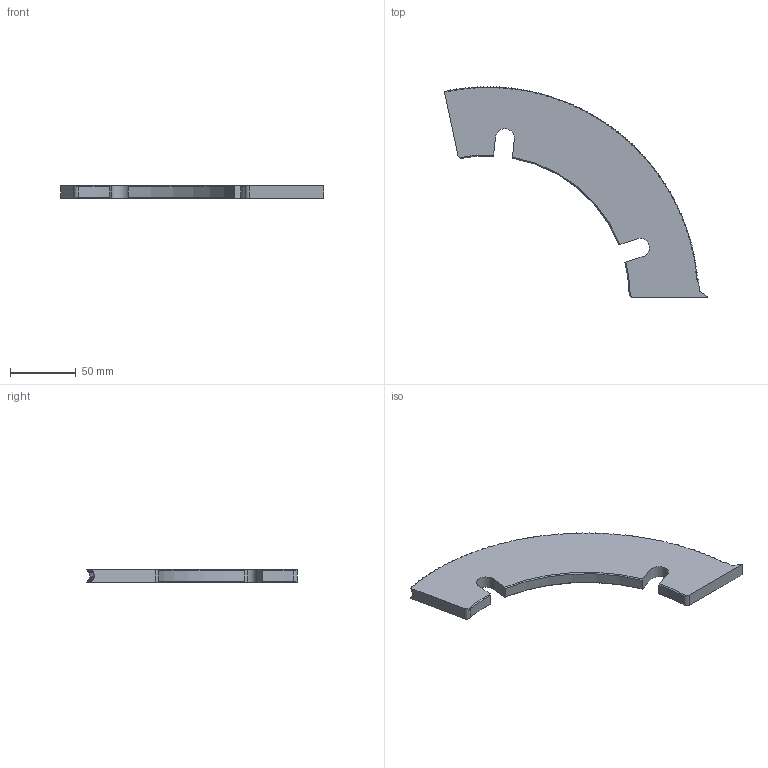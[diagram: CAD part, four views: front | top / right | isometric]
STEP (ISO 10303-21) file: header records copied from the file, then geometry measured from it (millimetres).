
FILE_DESCRIPTION (( 'STEP AP203' ), '1' );
FILE_NAME ('M35522-S.STEP', '2022-04-22T20:57:15', ( '' ), ( '' ), 'SwSTEP 2.0', 'SolidWorks 2020', '' );
FILE_SCHEMA (( 'CONFIG_CONTROL_DESIGN' ));
Length unit declared in the file: inch
Products named in the file (1): M35522-S
Bounding box: 199.63 x 159.75 x 9.49 mm (x, y, z)
Volume: 108520.2 mm3; surface area: 29957.7 mm2
Topology: 1 solids, 1 shells, 146 faces, 432 edges, 288 vertices
Faces by surface type: sphere 118, cylinder 10, plane 10, cone 6, torus 2
Entity records: 6972 total; most frequent: CARTESIAN_POINT 2981, ORIENTED_EDGE 864, DIRECTION 861, EDGE_CURVE 432, AXIS2_PLACEMENT_3D 414, VERTEX_POINT 288, CIRCLE 267, ADVANCED_FACE 146
